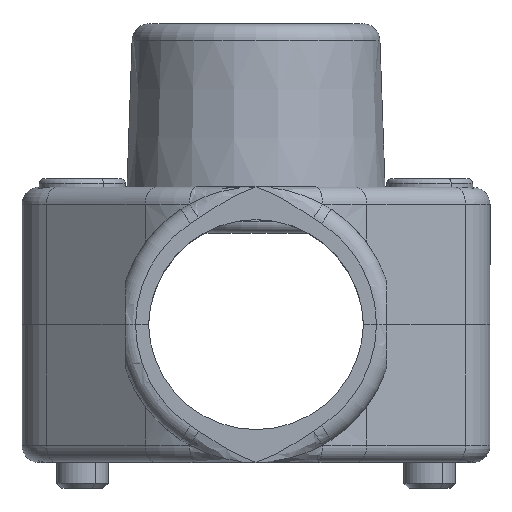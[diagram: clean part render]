
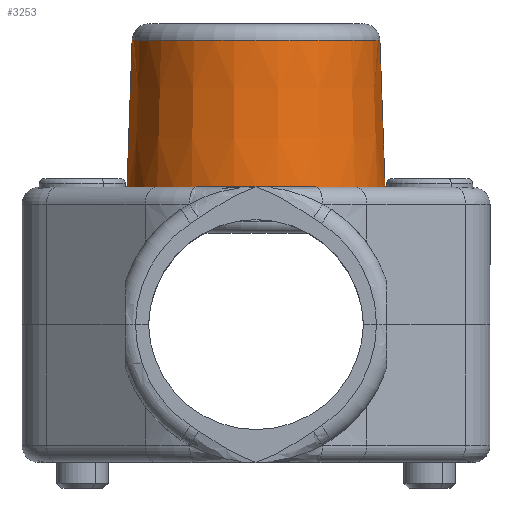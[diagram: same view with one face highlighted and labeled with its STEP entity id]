
A CAD part, top view. The second image highlights one B-rep face of the part: STEP entity #3253.
In plain terms, the highlighted conical face has half-angle 2 degrees and reference radius 15 mm.
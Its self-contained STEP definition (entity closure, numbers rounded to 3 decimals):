
#525 = AXIS2_PLACEMENT_3D ( 'NONE', #11073, #7451, #9268 ) ;
#1210 = CIRCLE ( 'NONE', #11238, 14.404 ) ;
#1224 = AXIS2_PLACEMENT_3D ( 'NONE', #6889, #1525, #7806 ) ;
#1240 = CARTESIAN_POINT ( 'NONE',  ( 0., 33.07, 0. ) ) ;
#1499 = VECTOR ( 'NONE', #2070, 1000. ) ;
#1525 = DIRECTION ( 'NONE',  ( 0., 1., 0. ) ) ;
#1672 = VERTEX_POINT ( 'NONE', #4762 ) ;
#1786 = LINE ( 'NONE', #10192, #11096 ) ;
#1974 = VERTEX_POINT ( 'NONE', #8257 ) ;
#2070 = DIRECTION ( 'NONE',  ( -0.035, -0.999, 0. ) ) ;
#2106 = DIRECTION ( 'NONE',  ( 0.035, -0.999, 0. ) ) ;
#2125 = ORIENTED_EDGE ( 'NONE', *, *, #5381, .T. ) ;
#2144 = DIRECTION ( 'NONE',  ( 1., 0., 0. ) ) ;
#2382 = ORIENTED_EDGE ( 'NONE', *, *, #10730, .T. ) ;
#3253 = ADVANCED_FACE ( 'NONE', ( #4977 ), #6524, .T. ) ;
#3294 = EDGE_CURVE ( 'NONE', #9217, #1974, #1786, .T. ) ;
#3868 = LINE ( 'NONE', #11072, #1499 ) ;
#4762 = CARTESIAN_POINT ( 'NONE',  ( -15., 16., 0. ) ) ;
#4977 = FACE_OUTER_BOUND ( 'NONE', #6650, .T. ) ;
#5381 = EDGE_CURVE ( 'NONE', #1672, #1974, #6185, .T. ) ;
#5946 = VERTEX_POINT ( 'NONE', #8666 ) ;
#6185 = CIRCLE ( 'NONE', #1224, 15. ) ;
#6524 = CONICAL_SURFACE ( 'NONE', #525, 15., 0.035 ) ;
#6650 = EDGE_LOOP ( 'NONE', ( #9282, #2382, #2125, #9193 ) ) ;
#6889 = CARTESIAN_POINT ( 'NONE',  ( 0., 16., 0. ) ) ;
#7451 = DIRECTION ( 'NONE',  ( 0., -1., 0. ) ) ;
#7523 = DIRECTION ( 'NONE',  ( 0., -1., 0. ) ) ;
#7806 = DIRECTION ( 'NONE',  ( 1., 0., 0. ) ) ;
#8257 = CARTESIAN_POINT ( 'NONE',  ( 15., 16., 0. ) ) ;
#8666 = CARTESIAN_POINT ( 'NONE',  ( -14.404, 33.07, 0. ) ) ;
#9193 = ORIENTED_EDGE ( 'NONE', *, *, #3294, .F. ) ;
#9217 = VERTEX_POINT ( 'NONE', #10828 ) ;
#9268 = DIRECTION ( 'NONE',  ( 1., 0., 0. ) ) ;
#9282 = ORIENTED_EDGE ( 'NONE', *, *, #10792, .T. ) ;
#10192 = CARTESIAN_POINT ( 'NONE',  ( 15., 16., 0. ) ) ;
#10730 = EDGE_CURVE ( 'NONE', #5946, #1672, #3868, .T. ) ;
#10792 = EDGE_CURVE ( 'NONE', #9217, #5946, #1210, .T. ) ;
#10828 = CARTESIAN_POINT ( 'NONE',  ( 14.404, 33.07, 0. ) ) ;
#11072 = CARTESIAN_POINT ( 'NONE',  ( -15., 16., 0. ) ) ;
#11073 = CARTESIAN_POINT ( 'NONE',  ( 0., 16., 0. ) ) ;
#11096 = VECTOR ( 'NONE', #2106, 1000. ) ;
#11238 = AXIS2_PLACEMENT_3D ( 'NONE', #1240, #7523, #2144 ) ;
